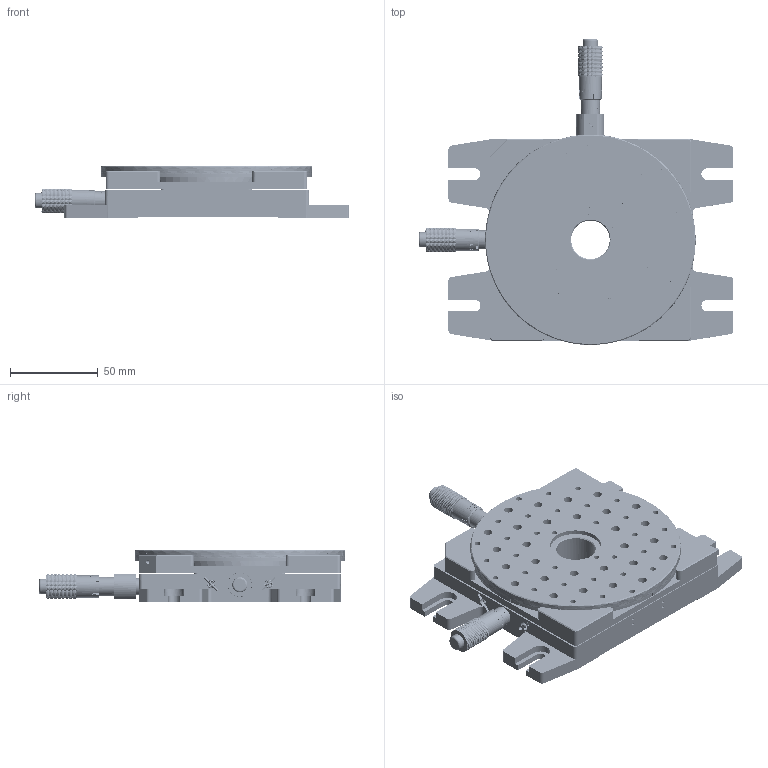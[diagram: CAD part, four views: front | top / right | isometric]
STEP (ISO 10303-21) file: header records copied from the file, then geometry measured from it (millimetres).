
FILE_DESCRIPTION(/* description */ (''),/* implementation_level */ '2;1');
FILE_NAME(/* name */ '02_HTP-XY(R)',/* time_stamp */ '2025-04-24T12:47:53+03:00',/* author */ (''),/* organization */ (''),/* preprocessor_version */ 'ST-DEVELOPER v16.5',/* originating_system */ 'Rhino 7.34',/* authorisation */ '');
FILE_SCHEMA (('AUTOMOTIVE_DESIGN'));
Products named in the file (1): Document
Bounding box: 179.58 x 174.5 x 30 mm (x, y, z)
Volume: 314546.3 mm3; surface area: 132569.5 mm2
Topology: 11 solids, 11 shells, 10319 faces, 30955 edges, 19407 vertices
Faces by surface type: plane 7239, bspline 1739, cylinder 1341
Entity records: 375688 total; most frequent: CARTESIAN_POINT 177280, ORIENTED_EDGE 61906, EDGE_CURVE 30953, B_SPLINE_CURVE_WITH_KNOTS 26743, VERTEX_POINT 19407, EDGE_LOOP 10817, ADVANCED_FACE 10319, FACE_OUTER_BOUND 10319
